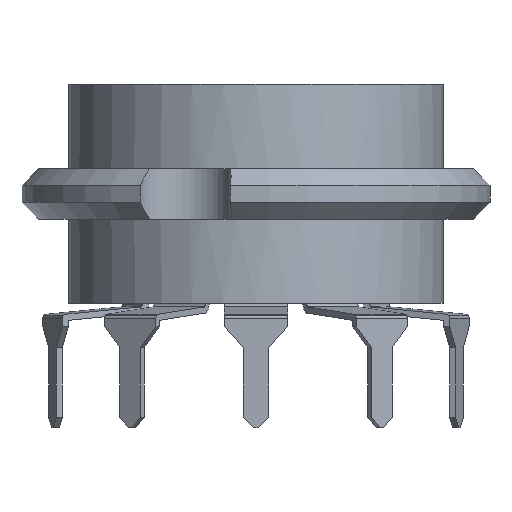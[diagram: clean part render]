
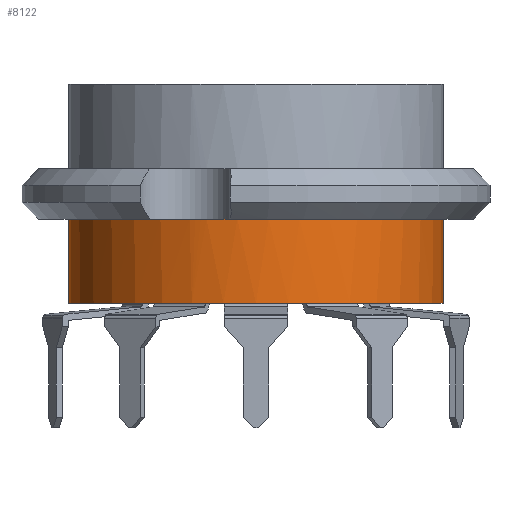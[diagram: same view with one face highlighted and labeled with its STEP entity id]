
A CAD part, front view. The second image highlights one B-rep face of the part: STEP entity #8122.
In plain terms, the highlighted cylindrical face has radius 8.9 mm (diameter 17.8 mm), a partial arc.
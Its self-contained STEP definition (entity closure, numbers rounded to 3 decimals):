
#5851=CARTESIAN_POINT('',(8.9,0.0,2.1));
#5852=VERTEX_POINT('',#5851);
#5853=CARTESIAN_POINT('',(8.9,0.,6.1));
#5854=VERTEX_POINT('',#5853);
#5855=CARTESIAN_POINT('',(8.9,0.0,2.1));
#5856=DIRECTION('',(0.0,0.0,1.0));
#5857=VECTOR('',#5856,4.);
#5858=LINE('',#5855,#5857);
#5859=EDGE_CURVE('',#5852,#5854,#5858,.T.);
#5861=CARTESIAN_POINT('',(-8.9,0.,2.1));
#5862=VERTEX_POINT('',#5861);
#5870=CARTESIAN_POINT('',(-8.9,0.,6.1));
#5871=VERTEX_POINT('',#5870);
#5872=CARTESIAN_POINT('',(-8.9,0.,6.1));
#5873=DIRECTION('',(0.0,0.0,-1.0));
#5874=VECTOR('',#5873,4.);
#5875=LINE('',#5872,#5874);
#5876=EDGE_CURVE('',#5871,#5862,#5875,.T.);
#6680=CARTESIAN_POINT('',(-3.149,-8.324,6.1));
#6681=VERTEX_POINT('',#6680);
#6689=CARTESIAN_POINT('',(-2.346,-8.585,6.1));
#6690=VERTEX_POINT('',#6689);
#6720=CARTESIAN_POINT('',(0.0,0.0,6.1));
#6721=DIRECTION('',(0.0,0.0,1.0));
#6722=DIRECTION('',(1.0,0.0,0.0));
#6723=AXIS2_PLACEMENT_3D('',#6720,#6721,#6722);
#6724=CIRCLE('',#6723,8.9);
#6725=EDGE_CURVE('',#6681,#6690,#6724,.T.);
#6862=CARTESIAN_POINT('',(0.0,0.0,6.1));
#6863=DIRECTION('',(0.0,0.0,1.0));
#6864=DIRECTION('',(1.0,0.0,0.0));
#6865=AXIS2_PLACEMENT_3D('',#6862,#6863,#6864);
#6866=CIRCLE('',#6865,8.9);
#6867=EDGE_CURVE('',#6690,#5854,#6866,.T.);
#8097=CARTESIAN_POINT('',(0.0,0.0,2.1));
#8098=DIRECTION('',(0.0,0.0,1.0));
#8099=DIRECTION('',(1.0,0.0,0.0));
#8100=AXIS2_PLACEMENT_3D('',#8097,#8098,#8099);
#8101=CYLINDRICAL_SURFACE('',#8100,8.9);
#8102=ORIENTED_EDGE('',*,*,#5859,.T.);
#8103=ORIENTED_EDGE('',*,*,#6867,.F.);
#8104=ORIENTED_EDGE('',*,*,#6725,.F.);
#8105=CARTESIAN_POINT('',(0.0,0.0,6.1));
#8106=DIRECTION('',(0.0,0.0,1.0));
#8107=DIRECTION('',(1.0,0.0,0.0));
#8108=AXIS2_PLACEMENT_3D('',#8105,#8106,#8107);
#8109=CIRCLE('',#8108,8.9);
#8110=EDGE_CURVE('',#5871,#6681,#8109,.T.);
#8111=ORIENTED_EDGE('',*,*,#8110,.F.);
#8112=ORIENTED_EDGE('',*,*,#5876,.T.);
#8113=CARTESIAN_POINT('',(0.0,0.0,2.1));
#8114=DIRECTION('',(0.0,0.0,1.0));
#8115=DIRECTION('',(1.0,0.0,0.0));
#8116=AXIS2_PLACEMENT_3D('',#8113,#8114,#8115);
#8117=CIRCLE('',#8116,8.9);
#8118=EDGE_CURVE('',#5862,#5852,#8117,.T.);
#8119=ORIENTED_EDGE('',*,*,#8118,.T.);
#8120=EDGE_LOOP('',(#8102,#8103,#8104,#8111,#8112,#8119));
#8121=FACE_OUTER_BOUND('',#8120,.T.);
#8122=ADVANCED_FACE('',(#8121),#8101,.T.);
